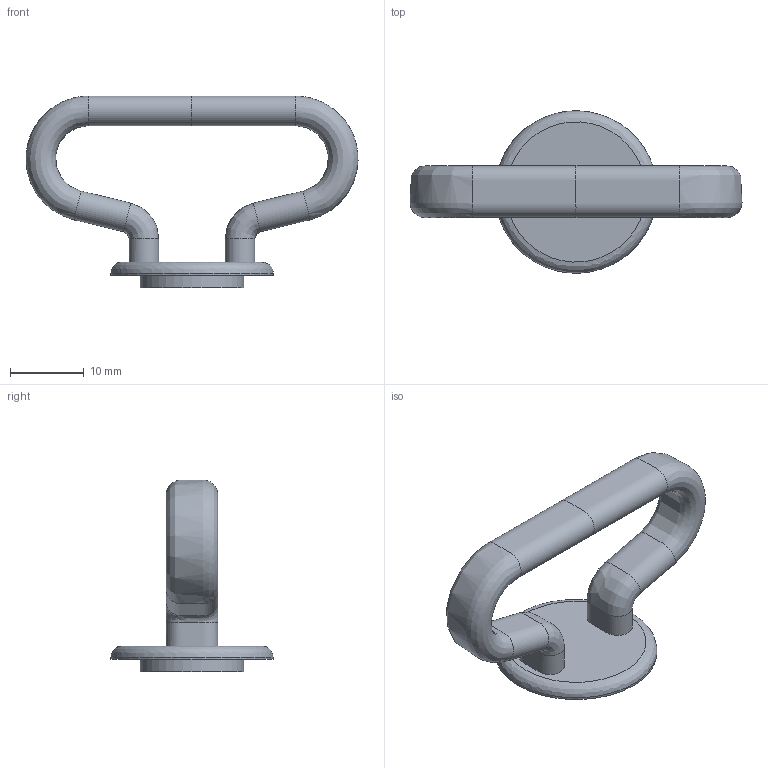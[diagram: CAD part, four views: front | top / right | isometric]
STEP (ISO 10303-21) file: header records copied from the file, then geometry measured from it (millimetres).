
FILE_DESCRIPTION(/* description */ (''),/* implementation_level */ '2;1');
FILE_NAME(/* name */ 'a1a8ddc8-a731-42ab-b0a7-6740d0e7542b.stp',/* time_stamp */ '2020-01-16T17:10:54+00:00',/* author */ (''),/* organization */ (''),/* preprocessor_version */ 'ST-DEVELOPER v18',/* originating_system */ 'Autodesk Translation Framework v8.12.0.6',/* authorisation */ '');
FILE_SCHEMA (('AUTOMOTIVE_DESIGN { 1 0 10303 214 3 1 1 }'));
Length unit declared in the file: millimetre
Products named in the file (2): Hook Medium; Medium Hook
Assembly tree (1 placements, depth 2):
  Hook Medium
    Medium Hook
Bounding box: 44.99 x 22 x 26 mm (x, y, z)
Volume: 3262.1 mm3; surface area: 2609.6 mm2
Topology: 1 solids, 1 shells, 16 faces, 29 edges, 16 vertices
Faces by surface type: bspline 11, plane 3, cylinder 2
Full cylindrical faces by diameter (mm): 14 x1, 22 x1
Entity records: 1176 total; most frequent: CARTESIAN_POINT 894, ORIENTED_EDGE 58, DIRECTION 32, EDGE_CURVE 29, EDGE_LOOP 19, FACE_OUTER_BOUND 16, VERTEX_POINT 16, ADVANCED_FACE 16
